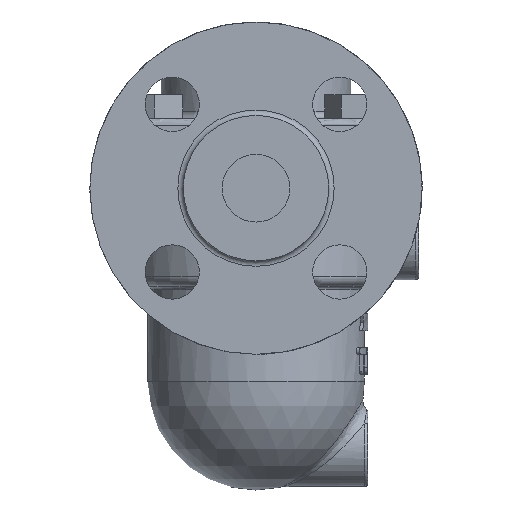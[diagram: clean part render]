
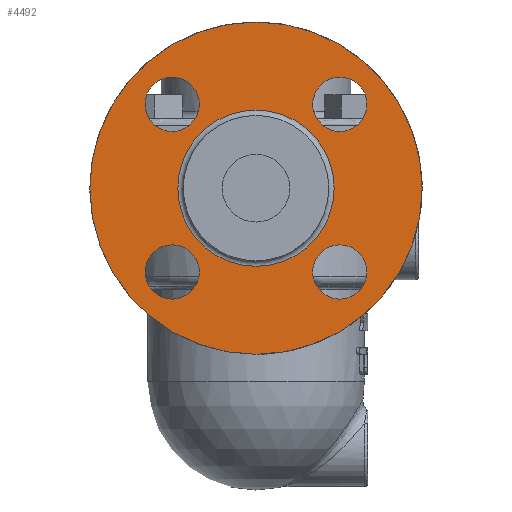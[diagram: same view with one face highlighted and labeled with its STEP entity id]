
A CAD part, left-side view. The second image highlights one B-rep face of the part: STEP entity #4492.
In plain terms, the highlighted planar face has unit normal (-1, 0, 0).
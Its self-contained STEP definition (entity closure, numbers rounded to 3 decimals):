
#597=FACE_BOUND('',#1059,.T.);
#598=FACE_BOUND('',#1060,.T.);
#599=FACE_BOUND('',#1061,.T.);
#600=FACE_BOUND('',#1062,.T.);
#601=FACE_BOUND('',#1063,.T.);
#646=PLANE('',#4801);
#750=FACE_OUTER_BOUND('',#1058,.T.);
#1058=EDGE_LOOP('',(#3083));
#1059=EDGE_LOOP('',(#3084));
#1060=EDGE_LOOP('',(#3085));
#1061=EDGE_LOOP('',(#3086));
#1062=EDGE_LOOP('',(#3087));
#1063=EDGE_LOOP('',(#3088));
#1610=CIRCLE('',#4797,49.);
#1612=CIRCLE('',#4800,23.05);
#1613=CIRCLE('',#4802,8.);
#1614=CIRCLE('',#4803,8.);
#1615=CIRCLE('',#4804,8.);
#1616=CIRCLE('',#4805,8.);
#1915=VERTEX_POINT('',#7940);
#1917=VERTEX_POINT('',#7945);
#1918=VERTEX_POINT('',#7948);
#1919=VERTEX_POINT('',#7950);
#1920=VERTEX_POINT('',#7952);
#1921=VERTEX_POINT('',#7954);
#2369=EDGE_CURVE('',#1915,#1915,#1610,.T.);
#2371=EDGE_CURVE('',#1917,#1917,#1612,.T.);
#2372=EDGE_CURVE('',#1918,#1918,#1613,.T.);
#2373=EDGE_CURVE('',#1919,#1919,#1614,.T.);
#2374=EDGE_CURVE('',#1920,#1920,#1615,.T.);
#2375=EDGE_CURVE('',#1921,#1921,#1616,.T.);
#3083=ORIENTED_EDGE('',*,*,#2369,.F.);
#3084=ORIENTED_EDGE('',*,*,#2372,.F.);
#3085=ORIENTED_EDGE('',*,*,#2373,.F.);
#3086=ORIENTED_EDGE('',*,*,#2374,.F.);
#3087=ORIENTED_EDGE('',*,*,#2375,.F.);
#3088=ORIENTED_EDGE('',*,*,#2371,.F.);
#4492=ADVANCED_FACE('',(#750,#597,#598,#599,#600,#601),#646,.T.);
#4797=AXIS2_PLACEMENT_3D('',#7941,#5276,#5277);
#4800=AXIS2_PLACEMENT_3D('',#7946,#5282,#5283);
#4801=AXIS2_PLACEMENT_3D('',#7947,#5284,#5285);
#4802=AXIS2_PLACEMENT_3D('',#7949,#5286,#5287);
#4803=AXIS2_PLACEMENT_3D('',#7951,#5288,#5289);
#4804=AXIS2_PLACEMENT_3D('',#7953,#5290,#5291);
#4805=AXIS2_PLACEMENT_3D('',#7955,#5292,#5293);
#5276=DIRECTION('center_axis',(1.,0.,0.));
#5277=DIRECTION('ref_axis',(0.,0.068,0.998));
#5282=DIRECTION('center_axis',(-1.,0.,0.));
#5283=DIRECTION('ref_axis',(0.,0.,1.));
#5284=DIRECTION('center_axis',(-1.,0.,0.));
#5285=DIRECTION('ref_axis',(0.,0.,1.));
#5286=DIRECTION('center_axis',(-1.,0.,0.));
#5287=DIRECTION('ref_axis',(0.,-1.,0.));
#5288=DIRECTION('center_axis',(-1.,0.,0.));
#5289=DIRECTION('ref_axis',(0.,0.,1.));
#5290=DIRECTION('center_axis',(-1.,0.,0.));
#5291=DIRECTION('ref_axis',(0.,1.,0.));
#5292=DIRECTION('center_axis',(-1.,0.,0.));
#5293=DIRECTION('ref_axis',(0.,0.,-1.));
#7940=CARTESIAN_POINT('',(-87.4,0.,-49.));
#7941=CARTESIAN_POINT('Origin',(-87.4,0.,0.));
#7945=CARTESIAN_POINT('',(-87.4,0.,-23.05));
#7946=CARTESIAN_POINT('Origin',(-87.4,0.,0.));
#7947=CARTESIAN_POINT('Origin',(-87.4,0.,0.));
#7948=CARTESIAN_POINT('',(-87.4,32.713,-24.713));
#7949=CARTESIAN_POINT('Origin',(-87.4,24.713,-24.713));
#7950=CARTESIAN_POINT('',(-87.4,-24.713,-32.713));
#7951=CARTESIAN_POINT('Origin',(-87.4,-24.713,-24.713));
#7952=CARTESIAN_POINT('',(-87.4,-32.713,24.713));
#7953=CARTESIAN_POINT('Origin',(-87.4,-24.713,24.713));
#7954=CARTESIAN_POINT('',(-87.4,24.713,32.713));
#7955=CARTESIAN_POINT('Origin',(-87.4,24.713,24.713));
